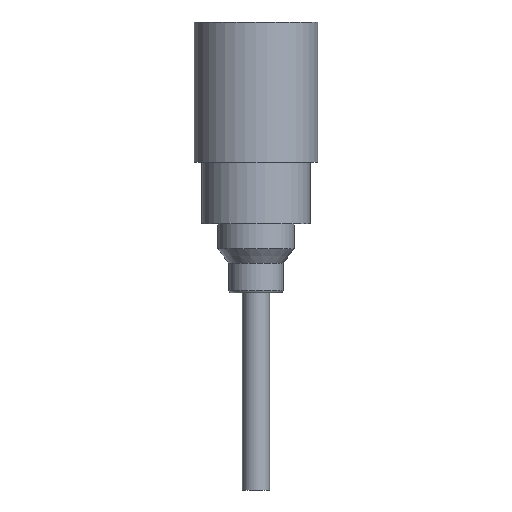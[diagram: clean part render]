
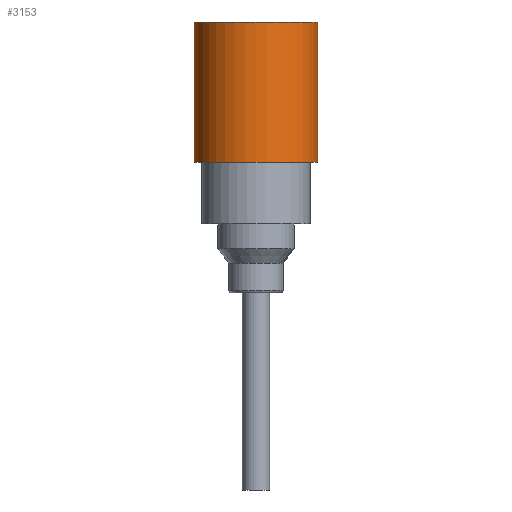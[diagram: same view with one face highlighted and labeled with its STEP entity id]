
A CAD part, front view. The second image highlights one B-rep face of the part: STEP entity #3153.
In plain terms, the highlighted cylindrical face has radius 12.5 mm (diameter 25 mm), a full revolution.
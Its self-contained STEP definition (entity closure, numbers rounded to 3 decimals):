
#25=CYLINDRICAL_SURFACE($,#3278,12.5);
#27=CIRCLE($,#3227,12.5);
#53=CIRCLE($,#3279,12.5);
#174=FACE_BOUND($,#564,.T.);
#350=FACE_OUTER_BOUND($,#563,.T.);
#563=EDGE_LOOP($,(#2847));
#564=EDGE_LOOP($,(#2848));
#1508=VERTEX_POINT($,#5933);
#1534=VERTEX_POINT($,#6011);
#1949=EDGE_CURVE($,#1508,#1508,#27,.T.);
#1975=EDGE_CURVE($,#1534,#1534,#53,.T.);
#2847=ORIENTED_EDGE($,*,*,#1975,.T.);
#2848=ORIENTED_EDGE($,*,*,#1949,.T.);
#3153=ADVANCED_FACE($,(#350,#174),#25,.T.);
#3227=AXIS2_PLACEMENT_3D($,#5934,#3670,#3671);
#3278=AXIS2_PLACEMENT_3D($,#6010,#3772,#3773);
#3279=AXIS2_PLACEMENT_3D($,#6012,#3774,#3775);
#3670=DIRECTION('center_axis',(0.,0.,-1.));
#3671=DIRECTION('ref_axis',(-1.,0.,0.));
#3772=DIRECTION('center_axis',(0.,0.,-1.));
#3773=DIRECTION('ref_axis',(-1.,0.,0.));
#3774=DIRECTION('center_axis',(0.,0.,1.));
#3775=DIRECTION('ref_axis',(-1.,0.,0.));
#5933=CARTESIAN_POINT('',(12.5,0.,14.));
#5934=CARTESIAN_POINT('Origin',(0.,0.,14.));
#6010=CARTESIAN_POINT('Origin',(0.,0.,14.));
#6011=CARTESIAN_POINT('',(12.5,0.,-14.5));
#6012=CARTESIAN_POINT('Origin',(0.,0.,-14.5));
